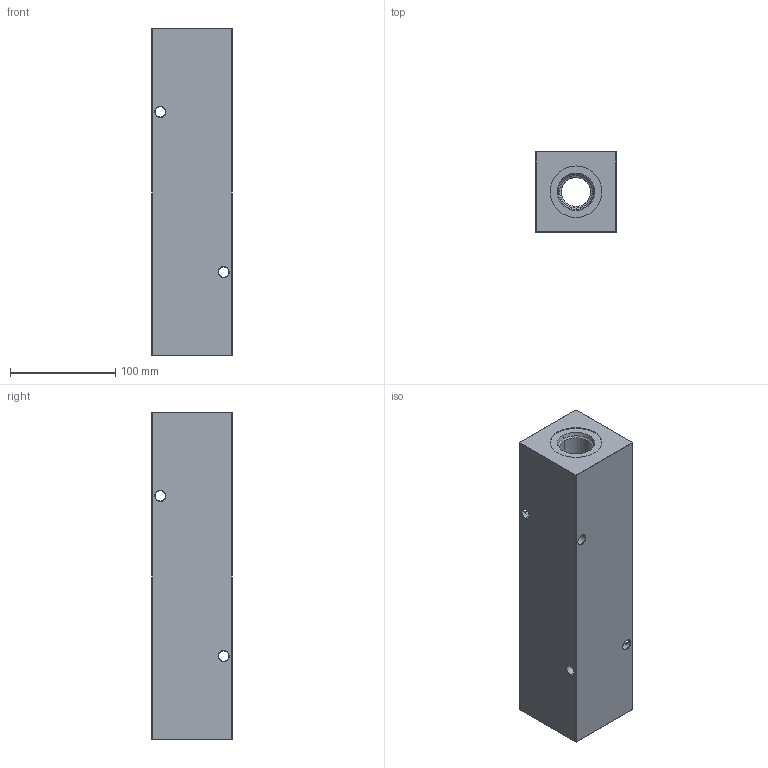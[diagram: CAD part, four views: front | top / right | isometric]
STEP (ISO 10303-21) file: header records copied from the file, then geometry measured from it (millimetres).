
FILE_DESCRIPTION (( 'STEP AP203' ), '1' );
FILE_NAME ('HM-4-90-S-16-12.STEP', '2020-11-09T23:26:26', ( '' ), ( '' ), 'SwSTEP 2.0', 'SolidWorks 2019', '' );
FILE_SCHEMA (( 'CONFIG_CONTROL_DESIGN' ));
Length unit declared in the file: inch
Products named in the file (1): HM-4-90-S-16-12
Bounding box: 76.2 x 76.2 x 311.15 mm (x, y, z)
Volume: 1477272.1 mm3; surface area: 149672.1 mm2
Topology: 1 solids, 1 shells, 603 faces, 1550 edges, 994 vertices
Faces by surface type: plane 261, bspline 192, cone 76, cylinder 74
Entity records: 27989 total; most frequent: CARTESIAN_POINT 14576, ORIENTED_EDGE 3100, DIRECTION 2092, EDGE_CURVE 1550, VERTEX_POINT 994, LINE 912, VECTOR 912, EDGE_LOOP 678
